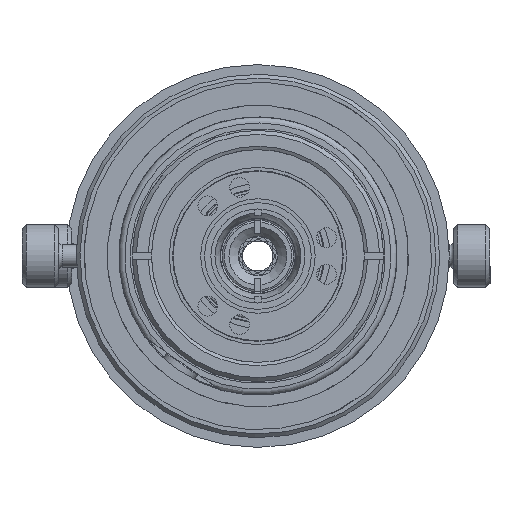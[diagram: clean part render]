
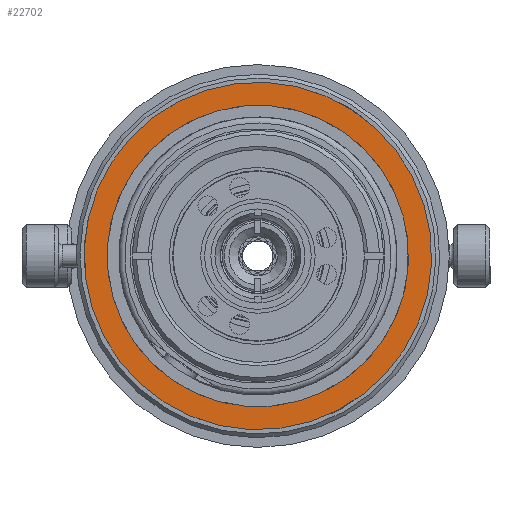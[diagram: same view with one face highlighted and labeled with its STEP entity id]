
A CAD part, left-side view. The second image highlights one B-rep face of the part: STEP entity #22702.
In plain terms, the highlighted face is planar.
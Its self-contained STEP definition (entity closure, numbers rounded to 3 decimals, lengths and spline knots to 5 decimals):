
#1329=FACE_BOUND('',#9381,.T.);
#2248=CIRCLE('',#25053,0.75);
#2249=CIRCLE('',#25055,0.865);
#2875=PLANE('',#25054);
#7445=FACE_OUTER_BOUND('',#9380,.T.);
#9380=EDGE_LOOP('',(#19026));
#9381=EDGE_LOOP('',(#19027));
#11758=VERTEX_POINT('',#44184);
#11759=VERTEX_POINT('',#44187);
#14360=EDGE_CURVE('',#11758,#11758,#2248,.T.);
#14361=EDGE_CURVE('',#11759,#11759,#2249,.T.);
#19026=ORIENTED_EDGE('',*,*,#14361,.F.);
#19027=ORIENTED_EDGE('',*,*,#14360,.T.);
#22702=ADVANCED_FACE('',(#7445,#1329),#2875,.T.);
#25053=AXIS2_PLACEMENT_3D('',#44185,#29916,#29917);
#25054=AXIS2_PLACEMENT_3D('',#44186,#29918,#29919);
#25055=AXIS2_PLACEMENT_3D('',#44188,#29920,#29921);
#29916=DIRECTION('center_axis',(0.,1.,0.));
#29917=DIRECTION('ref_axis',(-1.,0.,0.));
#29918=DIRECTION('center_axis',(0.,-1.,0.));
#29919=DIRECTION('ref_axis',(0.,0.,-1.));
#29920=DIRECTION('center_axis',(0.,1.,0.));
#29921=DIRECTION('ref_axis',(-1.,0.,0.));
#44184=CARTESIAN_POINT('',(-0.75,0.45966,0.));
#44185=CARTESIAN_POINT('Origin',(0.,0.45966,0.));
#44186=CARTESIAN_POINT('Origin',(-0.8075,0.45966,0.));
#44187=CARTESIAN_POINT('',(-0.865,0.45966,0.));
#44188=CARTESIAN_POINT('Origin',(0.,0.45966,0.));
